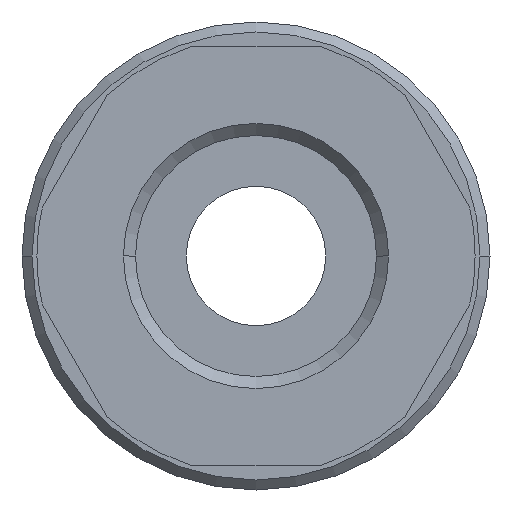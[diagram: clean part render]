
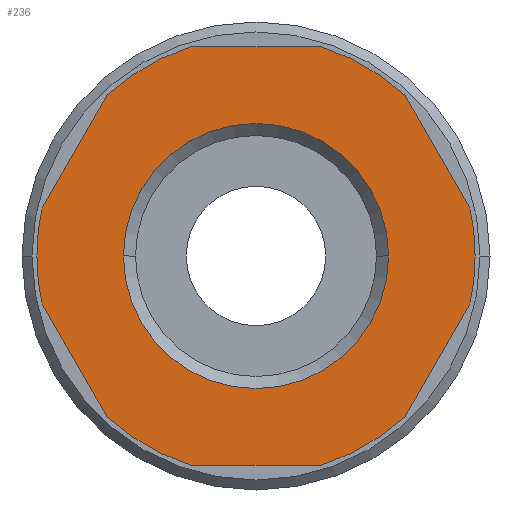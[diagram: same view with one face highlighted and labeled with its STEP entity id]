
A CAD part, front view. The second image highlights one B-rep face of the part: STEP entity #236.
In plain terms, the highlighted planar face has unit normal (0, -1, 0).
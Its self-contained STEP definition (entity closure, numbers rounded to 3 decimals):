
#236=ADVANCED_FACE('',(#495,#496),#497,.T.);
#495=FACE_BOUND('',#774,.T.);
#496=FACE_OUTER_BOUND('',#775,.T.);
#497=PLANE('',#776);
#774=EDGE_LOOP('',(#1361,#1362));
#775=EDGE_LOOP('',(#1363,#1364,#1365,#1366,#1367,#1368,#1369,#1370,#1371,#1372,#1373,#1374,#1375,#1376));
#776=AXIS2_PLACEMENT_3D('',#1377,#1378,#1379);
#1361=ORIENTED_EDGE('',*,*,#1713,.T.);
#1362=ORIENTED_EDGE('',*,*,#1711,.T.);
#1363=ORIENTED_EDGE('',*,*,#1790,.F.);
#1364=ORIENTED_EDGE('',*,*,#1817,.F.);
#1365=ORIENTED_EDGE('',*,*,#1795,.F.);
#1366=ORIENTED_EDGE('',*,*,#1818,.F.);
#1367=ORIENTED_EDGE('',*,*,#1800,.F.);
#1368=ORIENTED_EDGE('',*,*,#1819,.F.);
#1369=ORIENTED_EDGE('',*,*,#1667,.F.);
#1370=ORIENTED_EDGE('',*,*,#1805,.F.);
#1371=ORIENTED_EDGE('',*,*,#1820,.F.);
#1372=ORIENTED_EDGE('',*,*,#1809,.F.);
#1373=ORIENTED_EDGE('',*,*,#1821,.F.);
#1374=ORIENTED_EDGE('',*,*,#1813,.F.);
#1375=ORIENTED_EDGE('',*,*,#1660,.F.);
#1376=ORIENTED_EDGE('',*,*,#1822,.F.);
#1377=CARTESIAN_POINT('',(5.5,0.0,0.0));
#1378=DIRECTION('',(-0.0,-1.0,-0.0));
#1379=DIRECTION('',(-1.0,0.0,0.0));
#1660=EDGE_CURVE('',#1975,#1978,#1979,.T.);
#1667=EDGE_CURVE('',#1989,#1985,#1991,.T.);
#1711=EDGE_CURVE('',#2063,#2065,#2067,.T.);
#1713=EDGE_CURVE('',#2065,#2063,#2069,.T.);
#1790=EDGE_CURVE('',#2162,#2164,#2165,.T.);
#1795=EDGE_CURVE('',#2171,#2173,#2174,.T.);
#1800=EDGE_CURVE('',#2180,#2182,#2183,.T.);
#1805=EDGE_CURVE('',#2189,#1989,#2191,.T.);
#1809=EDGE_CURVE('',#2195,#2197,#2198,.T.);
#1813=EDGE_CURVE('',#1978,#2203,#2204,.T.);
#1817=EDGE_CURVE('',#2173,#2162,#2209,.T.);
#1818=EDGE_CURVE('',#2182,#2171,#2210,.T.);
#1819=EDGE_CURVE('',#1985,#2180,#2211,.T.);
#1820=EDGE_CURVE('',#2197,#2189,#2212,.T.);
#1821=EDGE_CURVE('',#2203,#2195,#2213,.T.);
#1822=EDGE_CURVE('',#2164,#1975,#2214,.T.);
#1975=VERTEX_POINT('',#2399);
#1978=VERTEX_POINT('',#2403);
#1979=CIRCLE('',#2404,11.0);
#1985=VERTEX_POINT('',#2411);
#1989=VERTEX_POINT('',#2416);
#1991=CIRCLE('',#2419,11.0);
#2063=VERTEX_POINT('',#2549);
#2065=VERTEX_POINT('',#2552);
#2067=CIRCLE('',#2555,6.655);
#2069=CIRCLE('',#2557,6.655);
#2162=VERTEX_POINT('',#2876);
#2164=VERTEX_POINT('',#2879);
#2165=LINE('',#2880,#2881);
#2171=VERTEX_POINT('',#2889);
#2173=VERTEX_POINT('',#2892);
#2174=LINE('',#2893,#2894);
#2180=VERTEX_POINT('',#2902);
#2182=VERTEX_POINT('',#2905);
#2183=LINE('',#2906,#2907);
#2189=VERTEX_POINT('',#2915);
#2191=LINE('',#2918,#2919);
#2195=VERTEX_POINT('',#2924);
#2197=VERTEX_POINT('',#2927);
#2198=LINE('',#2928,#2929);
#2203=VERTEX_POINT('',#2936);
#2204=LINE('',#2937,#2938);
#2209=CIRCLE('',#2945,11.0);
#2210=CIRCLE('',#2946,11.0);
#2211=CIRCLE('',#2947,11.0);
#2212=CIRCLE('',#2948,11.0);
#2213=CIRCLE('',#2949,11.0);
#2214=CIRCLE('',#2950,11.0);
#2399=CARTESIAN_POINT('',(11.0,0.0,0.));
#2403=CARTESIAN_POINT('',(10.733,0.0,-2.411));
#2404=AXIS2_PLACEMENT_3D('',#3087,#3088,#3089);
#2411=CARTESIAN_POINT('',(-11.0,0.0,0.));
#2416=CARTESIAN_POINT('',(-10.733,0.0,-2.411));
#2419=AXIS2_PLACEMENT_3D('',#3099,#3100,#3101);
#2549=CARTESIAN_POINT('',(6.655,0.0,0.));
#2552=CARTESIAN_POINT('',(-6.655,0.0,0.));
#2555=AXIS2_PLACEMENT_3D('',#3157,#3158,#3159);
#2557=AXIS2_PLACEMENT_3D('',#3160,#3161,#3162);
#2876=CARTESIAN_POINT('',(7.454,0.0,8.089));
#2879=CARTESIAN_POINT('',(10.733,0.0,2.411));
#2880=CARTESIAN_POINT('',(9.781,0.0,4.059));
#2881=VECTOR('',#3233,1.0);
#2889=CARTESIAN_POINT('',(-3.279,0.0,10.5));
#2892=CARTESIAN_POINT('',(3.279,0.0,10.5));
#2893=CARTESIAN_POINT('',(2.75,0.0,10.5));
#2894=VECTOR('',#3237,1.0);
#2902=CARTESIAN_POINT('',(-10.733,0.0,2.411));
#2905=CARTESIAN_POINT('',(-7.454,0.0,8.089));
#2906=CARTESIAN_POINT('',(-8.406,0.0,6.441));
#2907=VECTOR('',#3241,1.0);
#2915=CARTESIAN_POINT('',(-7.454,0.0,-8.089));
#2918=CARTESIAN_POINT('',(-8.406,0.0,-6.441));
#2919=VECTOR('',#3245,1.0);
#2924=CARTESIAN_POINT('',(3.279,0.0,-10.5));
#2927=CARTESIAN_POINT('',(-3.279,0.0,-10.5));
#2928=CARTESIAN_POINT('',(2.75,0.0,-10.5));
#2929=VECTOR('',#3248,1.0);
#2936=CARTESIAN_POINT('',(7.454,0.0,-8.089));
#2937=CARTESIAN_POINT('',(9.781,0.0,-4.059));
#2938=VECTOR('',#3251,1.0);
#2945=AXIS2_PLACEMENT_3D('',#3254,#3255,#3256);
#2946=AXIS2_PLACEMENT_3D('',#3257,#3258,#3259);
#2947=AXIS2_PLACEMENT_3D('',#3260,#3261,#3262);
#2948=AXIS2_PLACEMENT_3D('',#3263,#3264,#3265);
#2949=AXIS2_PLACEMENT_3D('',#3266,#3267,#3268);
#2950=AXIS2_PLACEMENT_3D('',#3269,#3270,#3271);
#3087=CARTESIAN_POINT('',(0.0,0.0,0.0));
#3088=DIRECTION('',(-0.0,1.0,0.0));
#3089=DIRECTION('',(1.0,0.0,0.0));
#3099=CARTESIAN_POINT('',(0.0,0.0,0.0));
#3100=DIRECTION('',(-0.0,1.0,0.0));
#3101=DIRECTION('',(1.0,0.0,0.0));
#3157=CARTESIAN_POINT('',(0.0,0.0,0.0));
#3158=DIRECTION('',(-0.0,1.0,0.0));
#3159=DIRECTION('',(1.0,0.0,0.0));
#3160=CARTESIAN_POINT('',(0.0,0.0,0.0));
#3161=DIRECTION('',(-0.0,1.0,0.0));
#3162=DIRECTION('',(1.0,0.0,0.0));
#3233=DIRECTION('',(0.5,0.0,-0.866));
#3237=DIRECTION('',(1.0,-0.0,0.));
#3241=DIRECTION('',(0.5,-0.0,0.866));
#3245=DIRECTION('',(-0.5,0.0,0.866));
#3248=DIRECTION('',(-1.0,0.0,0.0));
#3251=DIRECTION('',(-0.5,0.0,-0.866));
#3254=CARTESIAN_POINT('',(0.0,0.0,0.0));
#3255=DIRECTION('',(-0.0,1.0,0.0));
#3256=DIRECTION('',(1.0,0.0,0.0));
#3257=CARTESIAN_POINT('',(0.0,0.0,0.0));
#3258=DIRECTION('',(-0.0,1.0,0.0));
#3259=DIRECTION('',(1.0,0.0,0.0));
#3260=CARTESIAN_POINT('',(0.0,0.0,0.0));
#3261=DIRECTION('',(-0.0,1.0,0.0));
#3262=DIRECTION('',(1.0,0.0,0.0));
#3263=CARTESIAN_POINT('',(0.0,0.0,0.0));
#3264=DIRECTION('',(-0.0,1.0,0.0));
#3265=DIRECTION('',(1.0,0.0,0.0));
#3266=CARTESIAN_POINT('',(0.0,0.0,0.0));
#3267=DIRECTION('',(-0.0,1.0,0.0));
#3268=DIRECTION('',(1.0,0.0,0.0));
#3269=CARTESIAN_POINT('',(0.0,0.0,0.0));
#3270=DIRECTION('',(-0.0,1.0,0.0));
#3271=DIRECTION('',(1.0,0.0,0.0));
